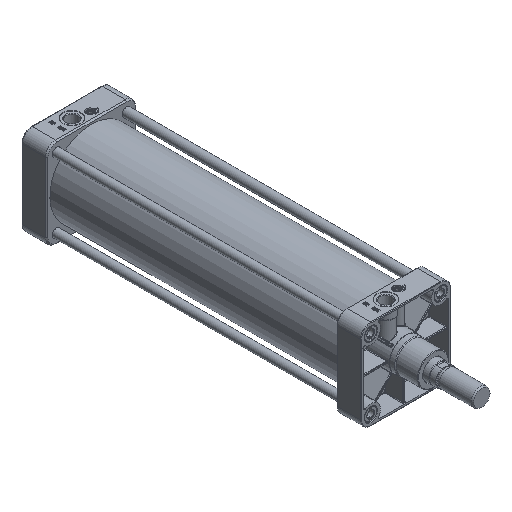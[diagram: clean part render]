
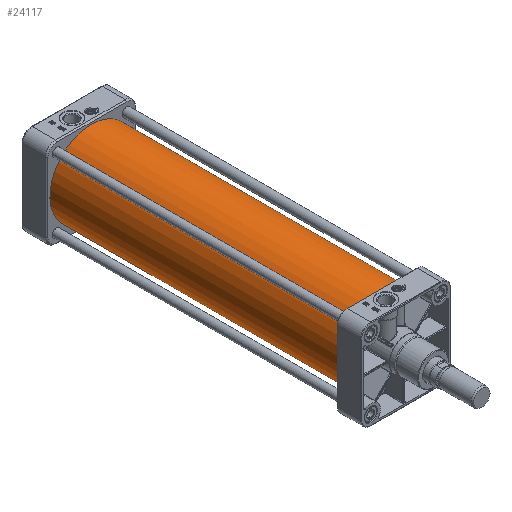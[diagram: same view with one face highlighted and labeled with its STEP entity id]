
A CAD part, isometric view. The second image highlights one B-rep face of the part: STEP entity #24117.
In plain terms, the highlighted cylindrical face has radius 83.5 mm (diameter 167 mm), a full revolution.
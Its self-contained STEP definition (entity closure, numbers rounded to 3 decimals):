
#24066=CARTESIAN_POINT('',(-32.,-290.0,77.125));
#24067=VERTEX_POINT('',#24066);
#24068=CARTESIAN_POINT('',(0.0,-290.0,0.0));
#24069=DIRECTION('',(0.0,1.0,0.0));
#24070=DIRECTION('',(1.0,0.0,0.0));
#24071=AXIS2_PLACEMENT_3D('',#24068,#24069,#24070);
#24072=CIRCLE('',#24071,83.5);
#24073=EDGE_CURVE('',#24067,#24067,#24072,.T.);
#24098=CARTESIAN_POINT('',(0.0,0.0,0.0));
#24099=DIRECTION('',(0.0,1.0,0.0));
#24100=DIRECTION('',(1.0,0.0,0.0));
#24101=AXIS2_PLACEMENT_3D('',#24098,#24099,#24100);
#24102=CYLINDRICAL_SURFACE('',#24101,83.5);
#24103=CARTESIAN_POINT('',(-32.,290.0,77.125));
#24104=VERTEX_POINT('',#24103);
#24105=CARTESIAN_POINT('',(0.0,290.0,0.0));
#24106=DIRECTION('',(0.0,-1.0,0.0));
#24107=DIRECTION('',(1.0,0.0,0.0));
#24108=AXIS2_PLACEMENT_3D('',#24105,#24106,#24107);
#24109=CIRCLE('',#24108,83.5);
#24110=EDGE_CURVE('',#24104,#24104,#24109,.T.);
#24111=ORIENTED_EDGE('',*,*,#24110,.T.);
#24112=EDGE_LOOP('',(#24111));
#24113=FACE_OUTER_BOUND('',#24112,.T.);
#24114=ORIENTED_EDGE('',*,*,#24073,.T.);
#24115=EDGE_LOOP('',(#24114));
#24116=FACE_BOUND('',#24115,.T.);
#24117=ADVANCED_FACE('',(#24113,#24116),#24102,.T.);
